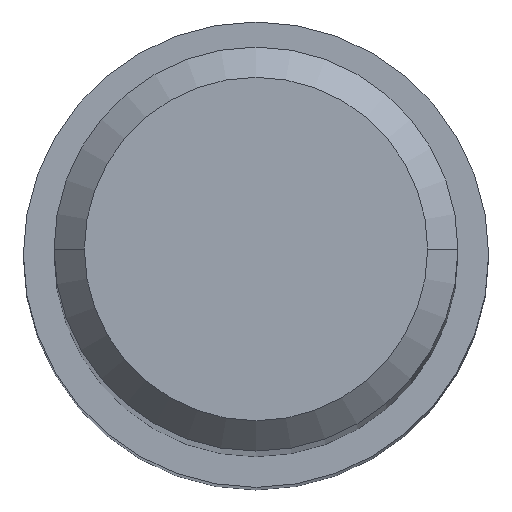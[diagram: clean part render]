
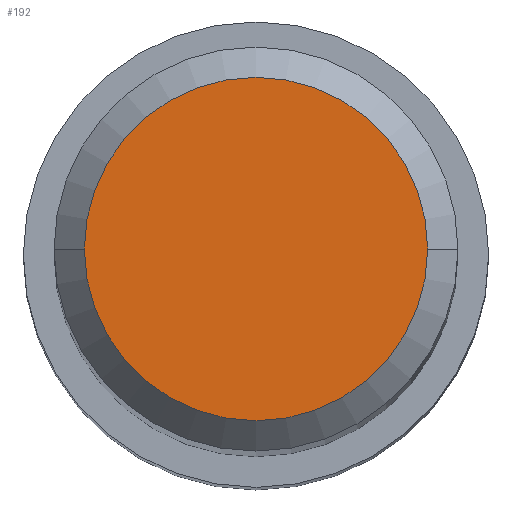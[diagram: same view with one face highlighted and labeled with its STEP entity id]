
A CAD part, top view. The second image highlights one B-rep face of the part: STEP entity #192.
In plain terms, the highlighted planar face has unit normal (0, 0, 1).
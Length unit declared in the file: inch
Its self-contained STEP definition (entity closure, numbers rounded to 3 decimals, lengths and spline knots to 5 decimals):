
#43 = DIRECTION ( 'NONE',  ( -1., 0., 0. ) ) ;
#45 = DIRECTION ( 'NONE',  ( 0., 0., -1. ) ) ;
#49 = CARTESIAN_POINT ( 'NONE',  ( 0., 0., 0. ) ) ;
#55 = PLANE ( 'NONE',  #211 ) ;
#87 = AXIS2_PLACEMENT_3D ( 'NONE', #49, #264, #210 ) ;
#89 = CARTESIAN_POINT ( 'NONE',  ( 0., 0., 0. ) ) ;
#97 = EDGE_CURVE ( 'NONE', #157, #258, #288, .T. ) ;
#98 = ORIENTED_EDGE ( 'NONE', *, *, #218, .T. ) ;
#113 = CARTESIAN_POINT ( 'NONE',  ( -0.05312, 0., 0. ) ) ;
#115 = DIRECTION ( 'NONE',  ( 1., 0., 0. ) ) ;
#119 = CIRCLE ( 'NONE', #129, 0.05312 ) ;
#122 = ORIENTED_EDGE ( 'NONE', *, *, #97, .T. ) ;
#129 = AXIS2_PLACEMENT_3D ( 'NONE', #89, #230, #115 ) ;
#157 = VERTEX_POINT ( 'NONE', #113 ) ;
#189 = FACE_OUTER_BOUND ( 'NONE', #231, .T. ) ;
#192 = ADVANCED_FACE ( 'NONE', ( #189 ), #55, .F. ) ;
#202 = CARTESIAN_POINT ( 'NONE',  ( 0.05312, 0., 0. ) ) ;
#210 = DIRECTION ( 'NONE',  ( 1., 0., 0. ) ) ;
#211 = AXIS2_PLACEMENT_3D ( 'NONE', #323, #45, #43 ) ;
#218 = EDGE_CURVE ( 'NONE', #258, #157, #119, .T. ) ;
#230 = DIRECTION ( 'NONE',  ( 0., 0., 1. ) ) ;
#231 = EDGE_LOOP ( 'NONE', ( #122, #98 ) ) ;
#258 = VERTEX_POINT ( 'NONE', #202 ) ;
#264 = DIRECTION ( 'NONE',  ( 0., 0., 1. ) ) ;
#288 = CIRCLE ( 'NONE', #87, 0.05312 ) ;
#323 = CARTESIAN_POINT ( 'NONE',  ( 0., 0., 0. ) ) ;
